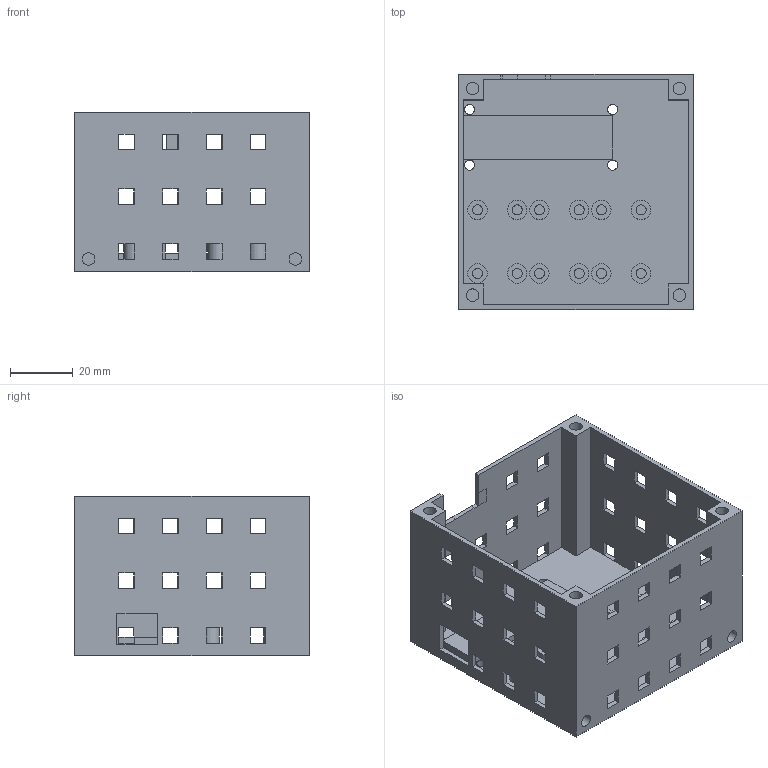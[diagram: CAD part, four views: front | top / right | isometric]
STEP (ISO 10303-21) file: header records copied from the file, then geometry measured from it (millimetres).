
FILE_DESCRIPTION(('FreeCAD Model'),'2;1');
FILE_NAME('Open CASCADE Shape Model','2025-06-13T14:55:32',(''),(''), 'Open CASCADE STEP processor 7.8','FreeCAD','Unknown');
FILE_SCHEMA(('AUTOMOTIVE_DESIGN { 1 0 10303 214 1 1 1 1 }'));
Length unit declared in the file: millimetre
Products named in the file (1): Body
Bounding box: 75 x 75 x 51 mm (x, y, z)
Volume: 51108.6 mm3; surface area: 41444.8 mm2
Topology: 1 solids, 1 shells, 286 faces, 774 edges, 506 vertices
Faces by surface type: plane 250, cylinder 36
Full cylindrical faces by diameter (mm): 3.2 x16, 4 x8, 6.2 x12
Entity records: 19126 total; most frequent: CARTESIAN_POINT 3139, DIRECTION 2964, LINE 2178, VECTOR 2178, ORIENTED_EDGE 1548, PCURVE 1548, DEFINITIONAL_REPRESENTATION 1548, EDGE_CURVE 774
